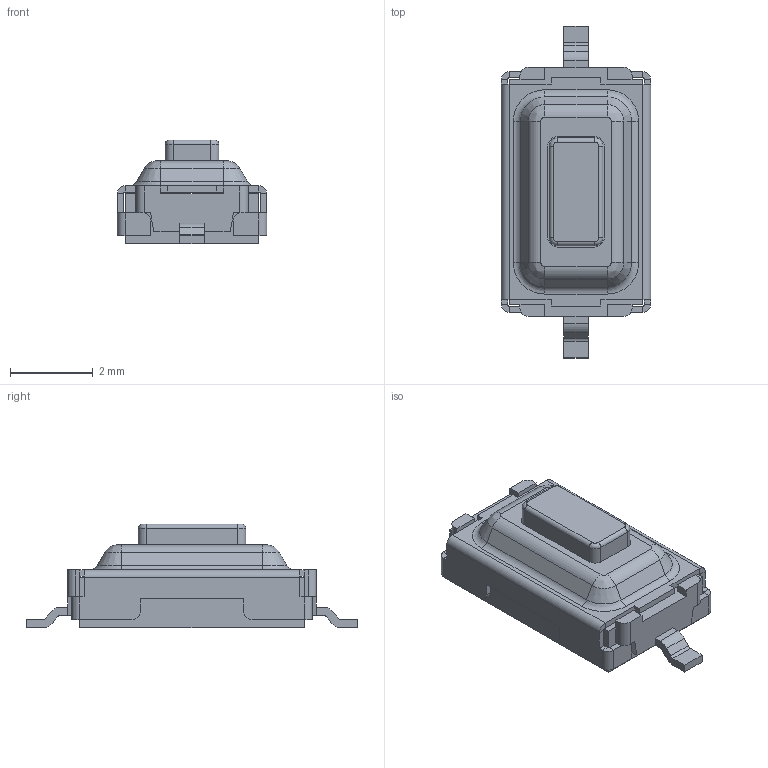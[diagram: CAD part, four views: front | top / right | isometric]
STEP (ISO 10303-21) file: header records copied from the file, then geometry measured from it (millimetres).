
FILE_DESCRIPTION(/* description */ (''),/* implementation_level */ '2;1');
FILE_NAME(/* name */ 'SWITCH_TACTIL-3.6x2.5mm.step',/* time_stamp */ '2019-10-18T15:23:01-05:00',/* author */ (''),/* organization */ (''),/* preprocessor_version */ 'ST-DEVELOPER v18',/* originating_system */ 'Autodesk Translation Framework v8.6.0.1094',/* authorisation */ '');
FILE_SCHEMA (('AUTOMOTIVE_DESIGN { 1 0 10303 214 3 1 1 }'));
Length unit declared in the file: millimetre
Products named in the file (1): SWITCH_TACTIL-3.6x2.5mm
Bounding box: 3.6 x 8 x 2.5 mm (x, y, z)
Volume: 30.4 mm3; surface area: 148.1 mm2
Topology: 5 solids, 5 shells, 241 faces, 592 edges, 364 vertices
Faces by surface type: plane 153, cylinder 60, bspline 12, cone 8, torus 8
Entity records: 7290 total; most frequent: CARTESIAN_POINT 1294, DIRECTION 1208, ORIENTED_EDGE 1184, EDGE_CURVE 592, LINE 436, VECTOR 436, AXIS2_PLACEMENT_3D 386, VERTEX_POINT 364
